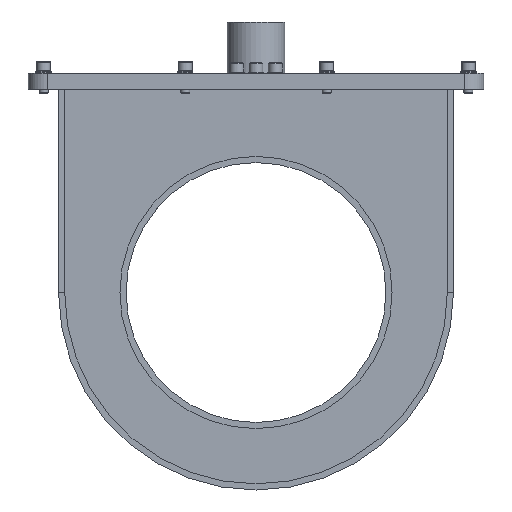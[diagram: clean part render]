
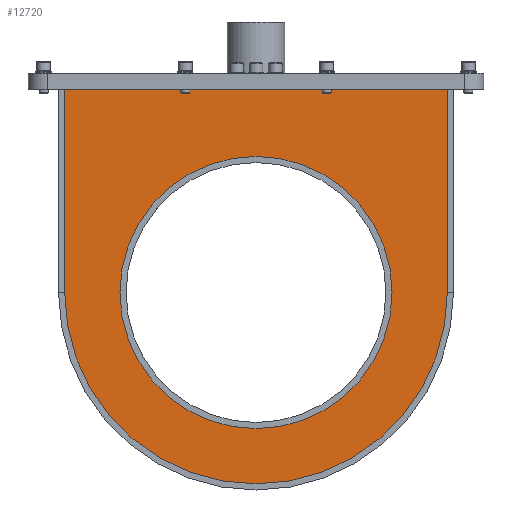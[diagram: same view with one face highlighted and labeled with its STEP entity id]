
A CAD part, front view. The second image highlights one B-rep face of the part: STEP entity #12720.
In plain terms, the highlighted planar face has unit normal (0, -1, 0).
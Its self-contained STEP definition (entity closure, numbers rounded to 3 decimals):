
#446 = EDGE_CURVE ( 'NONE', #20188, #15021, #13582, .T. ) ;
#572 = CIRCLE ( 'NONE', #5881, 177.8 ) ;
#811 = ORIENTED_EDGE ( 'NONE', *, *, #13805, .T. ) ;
#1051 = VERTEX_POINT ( 'NONE', #12482 ) ;
#1463 = LINE ( 'NONE', #11136, #18183 ) ;
#1566 = ORIENTED_EDGE ( 'NONE', *, *, #446, .T. ) ;
#1671 = EDGE_CURVE ( 'NONE', #4585, #9418, #1463, .T. ) ;
#2614 = CARTESIAN_POINT ( 'NONE',  ( -292.948, -185.529, 265.477 ) ) ;
#4585 = VERTEX_POINT ( 'NONE', #2614 ) ;
#4754 = CARTESIAN_POINT ( 'NONE',  ( -292.948, -185.529, 265.477 ) ) ;
#5544 = PLANE ( 'NONE',  #6603 ) ;
#5743 = CIRCLE ( 'NONE', #19943, 250. ) ;
#5881 = AXIS2_PLACEMENT_3D ( 'NONE', #18704, #7854, #20388 ) ;
#6098 = CARTESIAN_POINT ( 'NONE',  ( 207.052, -185.529, 265.477 ) ) ;
#6294 = VECTOR ( 'NONE', #18697, 1000. ) ;
#6603 = AXIS2_PLACEMENT_3D ( 'NONE', #7292, #18433, #11906 ) ;
#7127 = DIRECTION ( 'NONE',  ( 0., -1., 0. ) ) ;
#7292 = CARTESIAN_POINT ( 'NONE',  ( -42.948, -185.529, 0.007 ) ) ;
#7846 = LINE ( 'NONE', #4754, #6294 ) ;
#7854 = DIRECTION ( 'NONE',  ( 0., 1., 0. ) ) ;
#8407 = ORIENTED_EDGE ( 'NONE', *, *, #9449, .T. ) ;
#9215 = ORIENTED_EDGE ( 'NONE', *, *, #11834, .T. ) ;
#9418 = VERTEX_POINT ( 'NONE', #17849 ) ;
#9449 = EDGE_CURVE ( 'NONE', #9418, #20188, #5743, .T. ) ;
#10105 = DIRECTION ( 'NONE',  ( 0., 0., 1. ) ) ;
#11136 = CARTESIAN_POINT ( 'NONE',  ( -292.948, -185.529, 0.007 ) ) ;
#11542 = ORIENTED_EDGE ( 'NONE', *, *, #1671, .T. ) ;
#11834 = EDGE_CURVE ( 'NONE', #1051, #1051, #572, .T. ) ;
#11906 = DIRECTION ( 'NONE',  ( 0., 0., 1. ) ) ;
#12220 = CARTESIAN_POINT ( 'NONE',  ( 207.052, -185.529, 0.007 ) ) ;
#12482 = CARTESIAN_POINT ( 'NONE',  ( -42.948, -185.529, -177.793 ) ) ;
#12720 = ADVANCED_FACE ( 'NONE', ( #18034, #16378 ), #5544, .F. ) ;
#13582 = LINE ( 'NONE', #15145, #16790 ) ;
#13805 = EDGE_CURVE ( 'NONE', #15021, #4585, #7846, .T. ) ;
#14652 = EDGE_LOOP ( 'NONE', ( #9215 ) ) ;
#15021 = VERTEX_POINT ( 'NONE', #6098 ) ;
#15145 = CARTESIAN_POINT ( 'NONE',  ( 207.052, -185.529, 265.477 ) ) ;
#16378 = FACE_BOUND ( 'NONE', #14652, .T. ) ;
#16790 = VECTOR ( 'NONE', #18551, 1000. ) ;
#17756 = EDGE_LOOP ( 'NONE', ( #8407, #1566, #811, #11542 ) ) ;
#17849 = CARTESIAN_POINT ( 'NONE',  ( -292.948, -185.529, 0.007 ) ) ;
#18034 = FACE_OUTER_BOUND ( 'NONE', #17756, .T. ) ;
#18160 = CARTESIAN_POINT ( 'NONE',  ( -42.948, -185.529, 0.007 ) ) ;
#18183 = VECTOR ( 'NONE', #19114, 1000. ) ;
#18433 = DIRECTION ( 'NONE',  ( 0., 1., 0. ) ) ;
#18551 = DIRECTION ( 'NONE',  ( 0., 0., 1. ) ) ;
#18697 = DIRECTION ( 'NONE',  ( -1., 0., 0. ) ) ;
#18704 = CARTESIAN_POINT ( 'NONE',  ( -42.948, -185.529, 0.007 ) ) ;
#19114 = DIRECTION ( 'NONE',  ( 0., 0., -1. ) ) ;
#19943 = AXIS2_PLACEMENT_3D ( 'NONE', #18160, #7127, #10105 ) ;
#20188 = VERTEX_POINT ( 'NONE', #12220 ) ;
#20388 = DIRECTION ( 'NONE',  ( 0., 0., -1. ) ) ;
